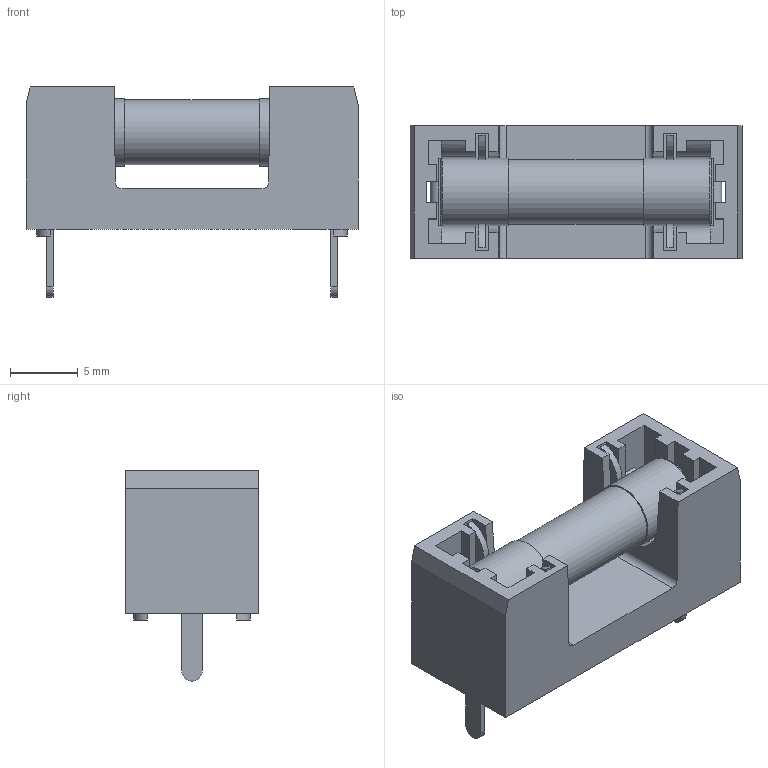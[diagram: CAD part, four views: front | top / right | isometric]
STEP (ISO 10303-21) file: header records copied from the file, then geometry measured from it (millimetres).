
FILE_DESCRIPTION(('STEP AP214'), '1');
FILE_NAME('FH-101C', '', ('UNSPECIFIED'), ('UNSPECIFIED'), 'ASCON STEP Converter 1.3', 'ASCON Math Kernel', '');
FILE_SCHEMA(('AUTOMOTIVE_DESIGN { 1 0 10303 214 3 1 1}'));
Length unit declared in the file: millimetre
Bounding box: 24.5 x 9.8 x 15.5 mm (x, y, z)
Volume: 1240.6 mm3; surface area: 2982.2 mm2
Topology: 7 solids, 7 shells, 229 faces, 599 edges, 382 vertices
Faces by surface type: plane 174, cylinder 41, sphere 6, torus 4, revolution 4
Full cylindrical faces by diameter (mm): 0.1 x1, 3.8 x1, 4.8 x3, 5 x2
Entity records: 8762 total; most frequent: CARTESIAN_POINT 1252, ORIENTED_EDGE 1144, DIRECTION 1124, EDGE_CURVE 572, LINE 472, VECTOR 472, VERTEX_POINT 376, AXIS2_PLACEMENT_3D 324
